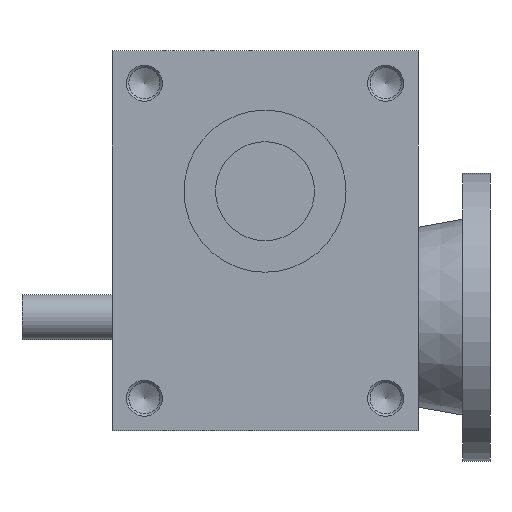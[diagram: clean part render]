
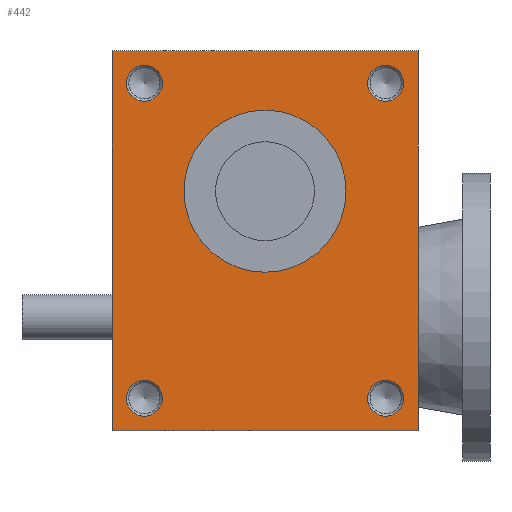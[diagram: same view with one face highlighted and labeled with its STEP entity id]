
A CAD part, front view. The second image highlights one B-rep face of the part: STEP entity #442.
In plain terms, the highlighted planar face has unit normal (0, -1, 0).
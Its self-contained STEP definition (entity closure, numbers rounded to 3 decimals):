
#442 = ADVANCED_FACE( '', ( #947, #948, #949, #950, #951, #952 ), #953, .F. );
#947 = FACE_BOUND( '', #1578, .T. );
#948 = FACE_BOUND( '', #1579, .T. );
#949 = FACE_BOUND( '', #1580, .T. );
#950 = FACE_BOUND( '', #1581, .T. );
#951 = FACE_BOUND( '', #1582, .T. );
#952 = FACE_OUTER_BOUND( '', #1583, .T. );
#953 = PLANE( '', #1584 );
#1578 = EDGE_LOOP( '', ( #2541 ) );
#1579 = EDGE_LOOP( '', ( #2542 ) );
#1580 = EDGE_LOOP( '', ( #2543 ) );
#1581 = EDGE_LOOP( '', ( #2544 ) );
#1582 = EDGE_LOOP( '', ( #2545 ) );
#1583 = EDGE_LOOP( '', ( #2546, #2547, #2548, #2549 ) );
#1584 = AXIS2_PLACEMENT_3D( '', #2550, #2551, #2552 );
#2541 = ORIENTED_EDGE( '', *, *, #3661, .F. );
#2542 = ORIENTED_EDGE( '', *, *, #3613, .F. );
#2543 = ORIENTED_EDGE( '', *, *, #3662, .F. );
#2544 = ORIENTED_EDGE( '', *, *, #3539, .F. );
#2545 = ORIENTED_EDGE( '', *, *, #3663, .T. );
#2546 = ORIENTED_EDGE( '', *, *, #3664, .T. );
#2547 = ORIENTED_EDGE( '', *, *, #3665, .F. );
#2548 = ORIENTED_EDGE( '', *, *, #3393, .F. );
#2549 = ORIENTED_EDGE( '', *, *, #3666, .T. );
#2550 = CARTESIAN_POINT( '', ( -85., -75., 105.5 ) );
#2551 = DIRECTION( '', ( 0., 1., 0. ) );
#2552 = DIRECTION( '', ( 0., 0., 1. ) );
#3393 = EDGE_CURVE( '', #3973, #3975, #3976, .T. );
#3539 = EDGE_CURVE( '', #4210, #4210, #4211, .T. );
#3613 = EDGE_CURVE( '', #4318, #4318, #4319, .T. );
#3661 = EDGE_CURVE( '', #4392, #4392, #4393, .T. );
#3662 = EDGE_CURVE( '', #4394, #4394, #4395, .T. );
#3663 = EDGE_CURVE( '', #4396, #4396, #4397, .T. );
#3664 = EDGE_CURVE( '', #4398, #4399, #4400, .T. );
#3665 = EDGE_CURVE( '', #3975, #4399, #4401, .T. );
#3666 = EDGE_CURVE( '', #3973, #4398, #4402, .T. );
#3973 = VERTEX_POINT( '', #4793 );
#3975 = VERTEX_POINT( '', #4796 );
#3976 = LINE( '', #4797, #4798 );
#4210 = VERTEX_POINT( '', #5104 );
#4211 = CIRCLE( '', #5105, 10. );
#4318 = VERTEX_POINT( '', #5309 );
#4319 = CIRCLE( '', #5310, 10. );
#4392 = VERTEX_POINT( '', #5397 );
#4393 = CIRCLE( '', #5398, 10. );
#4394 = VERTEX_POINT( '', #5399 );
#4395 = CIRCLE( '', #5400, 10. );
#4396 = VERTEX_POINT( '', #5401 );
#4397 = CIRCLE( '', #5402, 45. );
#4398 = VERTEX_POINT( '', #5403 );
#4399 = VERTEX_POINT( '', #5404 );
#4400 = LINE( '', #5405, #5406 );
#4401 = LINE( '', #5407, #5408 );
#4402 = LINE( '', #5409, #5410 );
#4793 = CARTESIAN_POINT( '', ( -85., -75., 105.5 ) );
#4796 = CARTESIAN_POINT( '', ( 85., -75., 105.5 ) );
#4797 = CARTESIAN_POINT( '', ( -85., -75., 105.5 ) );
#4798 = VECTOR( '', #5823, 1000. );
#5104 = CARTESIAN_POINT( '', ( 67., -75., -97.5 ) );
#5105 = AXIS2_PLACEMENT_3D( '', #6001, #6002, #6003 );
#5309 = CARTESIAN_POINT( '', ( -67., -75., 77.5 ) );
#5310 = AXIS2_PLACEMENT_3D( '', #6083, #6084, #6085 );
#5397 = CARTESIAN_POINT( '', ( -67., -75., -97.5 ) );
#5398 = AXIS2_PLACEMENT_3D( '', #6151, #6152, #6153 );
#5399 = CARTESIAN_POINT( '', ( 67., -75., 77.5 ) );
#5400 = AXIS2_PLACEMENT_3D( '', #6154, #6155, #6156 );
#5401 = CARTESIAN_POINT( '', ( 45., -75., 27.5 ) );
#5402 = AXIS2_PLACEMENT_3D( '', #6157, #6158, #6159 );
#5403 = CARTESIAN_POINT( '', ( -85., -75., -105.5 ) );
#5404 = CARTESIAN_POINT( '', ( 85., -75., -105.5 ) );
#5405 = CARTESIAN_POINT( '', ( -85., -75., -105.5 ) );
#5406 = VECTOR( '', #6160, 1000. );
#5407 = CARTESIAN_POINT( '', ( 85., -75., 105.5 ) );
#5408 = VECTOR( '', #6161, 1000. );
#5409 = CARTESIAN_POINT( '', ( -85., -75., 105.5 ) );
#5410 = VECTOR( '', #6162, 1000. );
#5823 = DIRECTION( '', ( 1., 0., 0. ) );
#6001 = CARTESIAN_POINT( '', ( 67., -75., -87.5 ) );
#6002 = DIRECTION( '', ( 0., -1., 0. ) );
#6003 = DIRECTION( '', ( 0., 0., -1. ) );
#6083 = CARTESIAN_POINT( '', ( -67., -75., 87.5 ) );
#6084 = DIRECTION( '', ( 0., -1., 0. ) );
#6085 = DIRECTION( '', ( 0., 0., -1. ) );
#6151 = CARTESIAN_POINT( '', ( -67., -75., -87.5 ) );
#6152 = DIRECTION( '', ( 0., -1., 0. ) );
#6153 = DIRECTION( '', ( 0., 0., -1. ) );
#6154 = CARTESIAN_POINT( '', ( 67., -75., 87.5 ) );
#6155 = DIRECTION( '', ( 0., -1., 0. ) );
#6156 = DIRECTION( '', ( 0., 0., -1. ) );
#6157 = CARTESIAN_POINT( '', ( 0., -75., 27.5 ) );
#6158 = DIRECTION( '', ( 0., 1., 0. ) );
#6159 = DIRECTION( '', ( 1., 0., 0. ) );
#6160 = DIRECTION( '', ( 1., 0., 0. ) );
#6161 = DIRECTION( '', ( 0., 0., -1. ) );
#6162 = DIRECTION( '', ( 0., 0., -1. ) );
